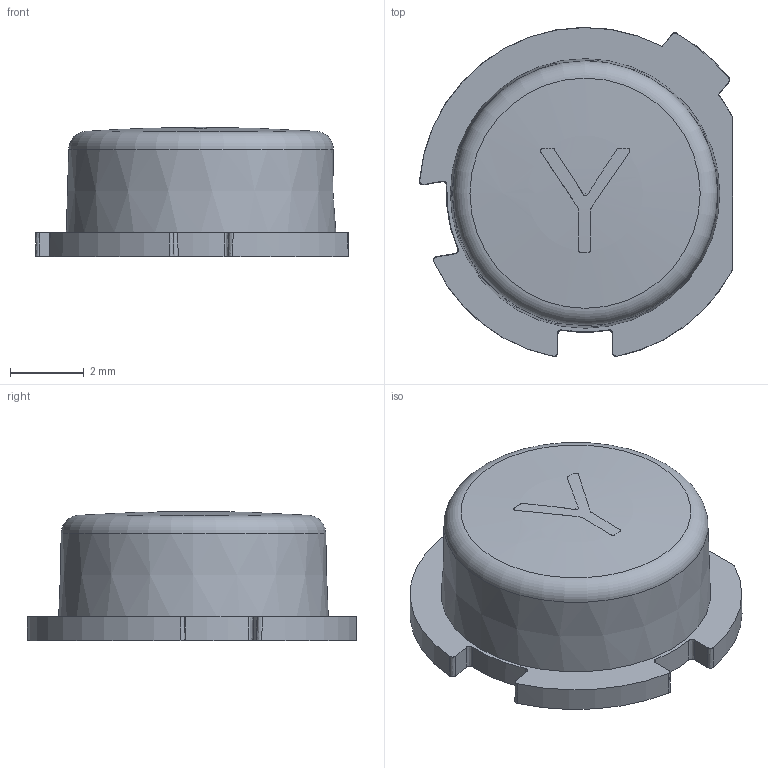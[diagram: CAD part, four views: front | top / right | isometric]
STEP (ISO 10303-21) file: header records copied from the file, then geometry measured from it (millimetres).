
FILE_DESCRIPTION(/* description */ (''),/* implementation_level */ '2;1');
FILE_NAME(/* name */ 'Y-Button.step',/* time_stamp */ '2024-03-14T19:31:16-07:00',/* author */ (''),/* organization */ (''),/* preprocessor_version */ 'ST-DEVELOPER v20',/* originating_system */ 'Autodesk Translation Framework v12.20.1.177',/* authorisation */ '');
FILE_SCHEMA (('AUTOMOTIVE_DESIGN { 1 0 10303 214 3 1 1 }'));
Length unit declared in the file: millimetre
Products named in the file (3): DSL_Btn_Y; Button_body; Button_Fill
Assembly tree (2 placements, depth 2):
  DSL_Btn_Y
    Button_body
    Button_Fill
Bounding box: 8.49 x 8.93 x 3.5 mm (x, y, z)
Volume: 126.1 mm3; surface area: 391.2 mm2
Topology: 2 solids, 2 shells, 85 faces, 255 edges, 174 vertices
Faces by surface type: plane 31, bspline 17, cylinder 16, cone 14, sphere 4, torus 3
Entity records: 4351 total; most frequent: CARTESIAN_POINT 2133, ORIENTED_EDGE 504, DIRECTION 387, EDGE_CURVE 252, VERTEX_POINT 174, AXIS2_PLACEMENT_3D 165, B_SPLINE_CURVE_WITH_KNOTS 103, EDGE_LOOP 90
